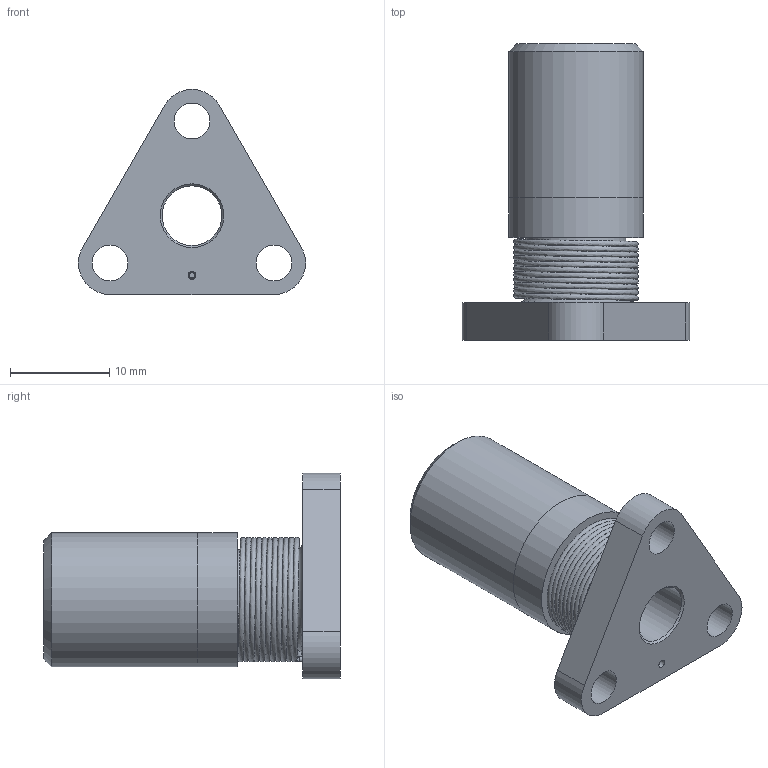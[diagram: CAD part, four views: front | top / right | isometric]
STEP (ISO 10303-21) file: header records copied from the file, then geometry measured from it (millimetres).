
FILE_DESCRIPTION(/* description */ (''),/* implementation_level */ '2;1');
FILE_NAME(/* name */ 'LSNUT-AGAE.stp',/* time_stamp */ '2020-10-06T12:13:16+02:00',/* author */ ('patrick.rehse'),/* organization */ (''),/* preprocessor_version */ 'ST-DEVELOPER v17.2',/* originating_system */ 'Autodesk Inventor 2019',/* authorisation */ '');
FILE_SCHEMA (('AUTOMOTIVE_DESIGN { 1 0 10303 214 3 1 1 }'));
Length unit declared in the file: millimetre
Products named in the file (1): 20000655
Bounding box: 22.85 x 29.85 x 20.64 mm (x, y, z)
Volume: 3373.9 mm3; surface area: 4058.1 mm2
Topology: 4 solids, 4 shells, 45 faces, 110 edges, 74 vertices
Faces by surface type: cylinder 17, plane 17, cone 8, torus 2, bspline 1
Full cylindrical faces by diameter (mm): 0.53 x2, 0.65 x1, 0.8 x1, 3.6 x3, 6 x2, 10 x2, 11 x1, 13.5 x2
Entity records: 3359 total; most frequent: CARTESIAN_POINT 2103, DIRECTION 262, ORIENTED_EDGE 220, AXIS2_PLACEMENT_3D 113, EDGE_CURVE 110, VERTEX_POINT 74, CIRCLE 68, EDGE_LOOP 62
